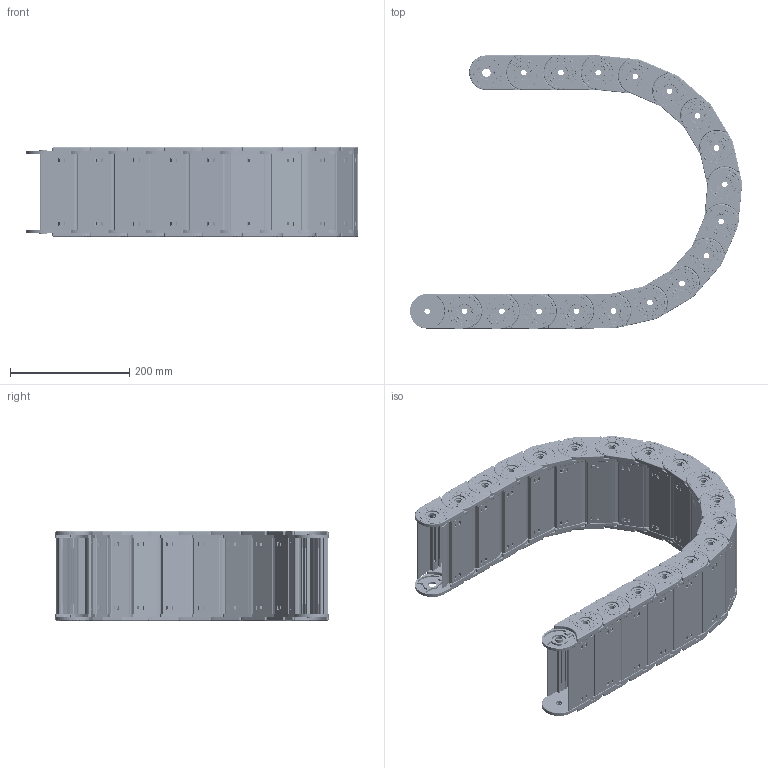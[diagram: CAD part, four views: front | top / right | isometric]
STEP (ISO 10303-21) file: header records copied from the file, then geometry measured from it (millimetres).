
FILE_DESCRIPTION (( 'STEP AP214' ), '1' );
FILE_NAME ('CK42-K125-R200.STEP', '2019-09-10T07:37:41', ( '' ), ( '' ), 'SwSTEP 2.0', 'SolidWorks 2017', '' );
FILE_SCHEMA (( 'AUTOMOTIVE_DESIGN' ));
Length unit declared in the file: millimetre
Products named in the file (2): CK42-K125-R200; CK42-K125
Assembly tree (18 placements, depth 2):
  CK42-K125-R200
    CK42-K125  x18
Bounding box: 556.77 x 458 x 150.8 mm (x, y, z)
Volume: 2203316.7 mm3; surface area: 1535660 mm2
Topology: 72 solids, 72 shells, 10044 faces, 26856 edges, 17568 vertices
Faces by surface type: plane 4896, cylinder 4032, bspline 1116
Entity records: 32222 total; most frequent: CARTESIAN_POINT 19204, ORIENTED_EDGE 2976, DIRECTION 2100, EDGE_CURVE 1488, VERTEX_POINT 976, VECTOR 874, LINE 874, AXIS2_PLACEMENT_3D 613
